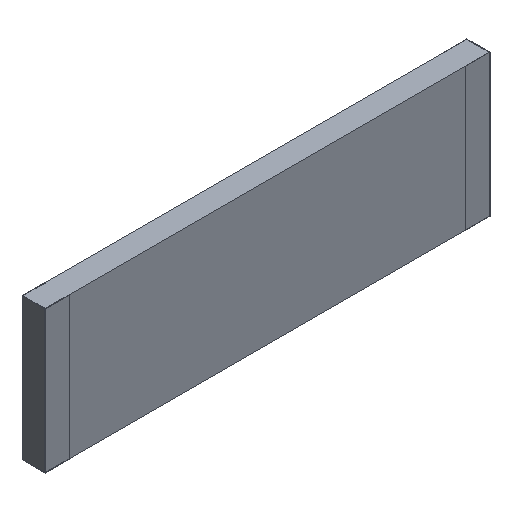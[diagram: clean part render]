
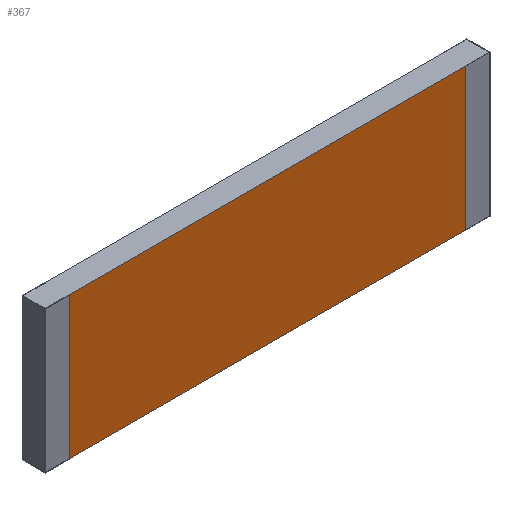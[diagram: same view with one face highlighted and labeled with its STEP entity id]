
A CAD part, isometric view. The second image highlights one B-rep face of the part: STEP entity #367.
In plain terms, the highlighted planar face has unit normal (0, -1, 0).
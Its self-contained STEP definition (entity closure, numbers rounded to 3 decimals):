
#4 = EDGE_LOOP ( 'NONE', ( #590, #1960, #1550, #1562 ) ) ;
#46 = EDGE_CURVE ( 'NONE', #409, #2950, #1382, .T. ) ;
#203 = LINE ( 'NONE', #3236, #1727 ) ;
#266 = PLANE ( 'NONE',  #2610 ) ;
#367 = ADVANCED_FACE ( 'NONE', ( #3917 ), #266, .T. ) ;
#409 = VERTEX_POINT ( 'NONE', #2834 ) ;
#590 = ORIENTED_EDGE ( 'NONE', *, *, #2224, .T. ) ;
#933 = DIRECTION ( 'NONE',  ( 0., 0., 1. ) ) ;
#1001 = VERTEX_POINT ( 'NONE', #1333 ) ;
#1100 = VERTEX_POINT ( 'NONE', #3486 ) ;
#1333 = CARTESIAN_POINT ( 'NONE',  ( 0., 0., 0. ) ) ;
#1382 = LINE ( 'NONE', #1712, #2045 ) ;
#1409 = DIRECTION ( 'NONE',  ( -1., 0., 0. ) ) ;
#1474 = CARTESIAN_POINT ( 'NONE',  ( 0., 0., 0. ) ) ;
#1550 = ORIENTED_EDGE ( 'NONE', *, *, #1578, .T. ) ;
#1562 = ORIENTED_EDGE ( 'NONE', *, *, #2003, .T. ) ;
#1578 = EDGE_CURVE ( 'NONE', #2950, #1100, #2743, .T. ) ;
#1712 = CARTESIAN_POINT ( 'NONE',  ( 0., 0., -3.2 ) ) ;
#1727 = VECTOR ( 'NONE', #1409, 1000. ) ;
#1960 = ORIENTED_EDGE ( 'NONE', *, *, #46, .T. ) ;
#2003 = EDGE_CURVE ( 'NONE', #1100, #1001, #203, .T. ) ;
#2045 = VECTOR ( 'NONE', #2282, 1000. ) ;
#2167 = CARTESIAN_POINT ( 'NONE',  ( 10., 0., 0. ) ) ;
#2224 = EDGE_CURVE ( 'NONE', #1001, #409, #3676, .T. ) ;
#2282 = DIRECTION ( 'NONE',  ( 1., 0., 0. ) ) ;
#2510 = CARTESIAN_POINT ( 'NONE',  ( 10., 0., -3.2 ) ) ;
#2610 = AXIS2_PLACEMENT_3D ( 'NONE', #1474, #2688, #3898 ) ;
#2688 = DIRECTION ( 'NONE',  ( 0., -1., 0. ) ) ;
#2743 = LINE ( 'NONE', #2167, #2931 ) ;
#2834 = CARTESIAN_POINT ( 'NONE',  ( 0., 0., -3.2 ) ) ;
#2931 = VECTOR ( 'NONE', #933, 1000. ) ;
#2950 = VERTEX_POINT ( 'NONE', #2510 ) ;
#3144 = CARTESIAN_POINT ( 'NONE',  ( 0., 0., 0. ) ) ;
#3236 = CARTESIAN_POINT ( 'NONE',  ( 0., 0., 0. ) ) ;
#3306 = VECTOR ( 'NONE', #3702, 1000. ) ;
#3486 = CARTESIAN_POINT ( 'NONE',  ( 10., 0., 0. ) ) ;
#3676 = LINE ( 'NONE', #3144, #3306 ) ;
#3702 = DIRECTION ( 'NONE',  ( 0., 0., -1. ) ) ;
#3898 = DIRECTION ( 'NONE',  ( 0., 0., -1. ) ) ;
#3917 = FACE_OUTER_BOUND ( 'NONE', #4, .T. ) ;
